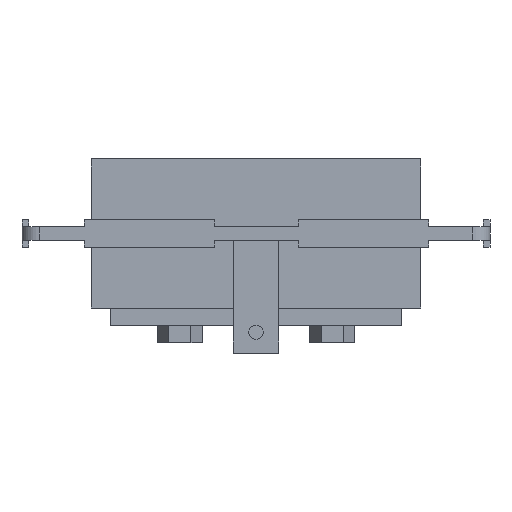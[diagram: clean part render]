
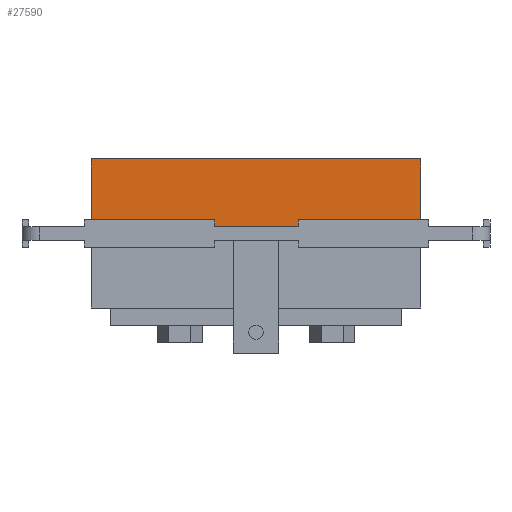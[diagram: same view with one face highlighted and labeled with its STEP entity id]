
A CAD part, front view. The second image highlights one B-rep face of the part: STEP entity #27590.
In plain terms, the highlighted planar face has unit normal (0, -1, 0).
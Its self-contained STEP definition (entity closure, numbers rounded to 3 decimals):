
#1861=FACE_OUTER_BOUND('',#3589,.T.);
#3589=EDGE_LOOP('',(#22553,#22554,#22555,#22556));
#6953=LINE('',#45799,#9143);
#7207=LINE('',#47069,#9397);
#7227=LINE('',#47114,#9417);
#7228=LINE('',#47115,#9418);
#9143=VECTOR('',#38575,10.);
#9397=VECTOR('',#39025,10.);
#9417=VECTOR('',#39079,10.);
#9418=VECTOR('',#39080,10.);
#11237=VERTEX_POINT('',#45797);
#11238=VERTEX_POINT('',#45798);
#11457=VERTEX_POINT('',#47062);
#11460=VERTEX_POINT('',#47067);
#14817=EDGE_CURVE('',#11237,#11238,#6953,.T.);
#15153=EDGE_CURVE('',#11460,#11457,#7207,.T.);
#15173=EDGE_CURVE('',#11237,#11457,#7227,.T.);
#15174=EDGE_CURVE('',#11238,#11460,#7228,.T.);
#22553=ORIENTED_EDGE('',*,*,#14817,.F.);
#22554=ORIENTED_EDGE('',*,*,#15173,.T.);
#22555=ORIENTED_EDGE('',*,*,#15153,.F.);
#22556=ORIENTED_EDGE('',*,*,#15174,.F.);
#24219=PLANE('',#30705);
#27590=ADVANCED_FACE('',(#1861),#24219,.T.);
#30705=AXIS2_PLACEMENT_3D('',#47113,#39077,#39078);
#38575=DIRECTION('',(-1.,0.,0.));
#39025=DIRECTION('',(1.,0.,0.));
#39077=DIRECTION('center_axis',(0.,-1.,0.));
#39078=DIRECTION('ref_axis',(1.,0.,0.));
#39079=DIRECTION('',(0.,0.,1.));
#39080=DIRECTION('',(0.,0.,1.));
#45797=CARTESIAN_POINT('',(47.5,-100.5,4.));
#45798=CARTESIAN_POINT('',(-47.5,-100.5,4.));
#45799=CARTESIAN_POINT('',(-23.75,-100.5,4.));
#47062=CARTESIAN_POINT('',(47.5,-100.5,23.5));
#47067=CARTESIAN_POINT('',(-47.5,-100.5,23.5));
#47069=CARTESIAN_POINT('',(-47.5,-100.5,23.5));
#47113=CARTESIAN_POINT('Origin',(-47.5,-100.5,4.));
#47114=CARTESIAN_POINT('',(47.5,-100.5,4.));
#47115=CARTESIAN_POINT('',(-47.5,-100.5,4.));
